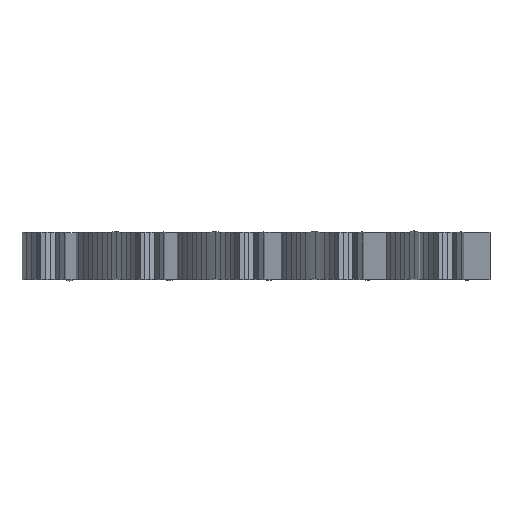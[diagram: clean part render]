
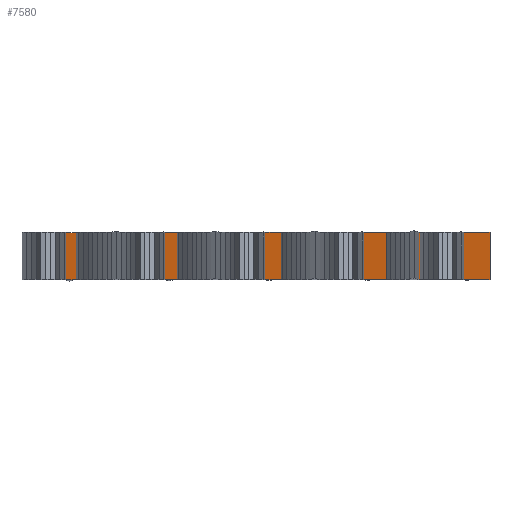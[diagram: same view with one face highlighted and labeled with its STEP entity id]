
A CAD part, top view. The second image highlights one B-rep face of the part: STEP entity #7580.
In plain terms, the highlighted planar face has unit normal (0.214, 0, -0.977).
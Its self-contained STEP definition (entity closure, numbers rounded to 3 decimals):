
#21 = EDGE_CURVE('',#22,#24,#26,.T.);
#22 = VERTEX_POINT('',#23);
#23 = CARTESIAN_POINT('',(-50.,0.,123.443));
#24 = VERTEX_POINT('',#25);
#25 = CARTESIAN_POINT('',(-50.,-10.,123.443));
#26 = SURFACE_CURVE('',#27,(#31,#43),.PCURVE_S1.);
#27 = LINE('',#28,#29);
#28 = CARTESIAN_POINT('',(-50.,0.,123.443));
#29 = VECTOR('',#30,1.);
#30 = DIRECTION('',(0.,-1.,0.));
#31 = PCURVE('',#32,#37);
#32 = PLANE('',#33);
#33 = AXIS2_PLACEMENT_3D('',#34,#35,#36);
#34 = CARTESIAN_POINT('',(-50.,0.,123.443));
#35 = DIRECTION('',(-1.,0.,0.029));
#36 = DIRECTION('',(0.029,0.,1.));
#37 = DEFINITIONAL_REPRESENTATION('',(#38),#42);
#38 = LINE('',#39,#40);
#39 = CARTESIAN_POINT('',(0.,0.));
#40 = VECTOR('',#41,1.);
#41 = DIRECTION('',(0.,-1.));
#42 = ( GEOMETRIC_REPRESENTATION_CONTEXT(2) 
PARAMETRIC_REPRESENTATION_CONTEXT() REPRESENTATION_CONTEXT('2D SPACE',''
  ) );
#43 = PCURVE('',#44,#49);
#44 = PLANE('',#45);
#45 = AXIS2_PLACEMENT_3D('',#46,#47,#48);
#46 = CARTESIAN_POINT('',(49.,0.,145.13));
#47 = DIRECTION('',(0.214,0.,-0.977));
#48 = DIRECTION('',(-0.977,0.,-0.214));
#49 = DEFINITIONAL_REPRESENTATION('',(#50),#54);
#50 = LINE('',#51,#52);
#51 = CARTESIAN_POINT('',(101.347,0.));
#52 = VECTOR('',#53,1.);
#53 = DIRECTION('',(-0.,-1.));
#54 = ( GEOMETRIC_REPRESENTATION_CONTEXT(2) 
PARAMETRIC_REPRESENTATION_CONTEXT() REPRESENTATION_CONTEXT('2D SPACE',''
  ) );
#72 = PLANE('',#73);
#73 = AXIS2_PLACEMENT_3D('',#74,#75,#76);
#74 = CARTESIAN_POINT('',(-0.948,-10.,151.457));
#75 = DIRECTION('',(0.,1.,0.));
#76 = DIRECTION('',(0.,-0.,1.));
#126 = PLANE('',#127);
#127 = AXIS2_PLACEMENT_3D('',#128,#129,#130);
#128 = CARTESIAN_POINT('',(-0.948,0.,151.457));
#129 = DIRECTION('',(0.,1.,0.));
#130 = DIRECTION('',(0.,-0.,1.));
#7477 = PLANE('',#7478);
#7478 = AXIS2_PLACEMENT_3D('',#7479,#7480,#7481);
#7479 = CARTESIAN_POINT('',(48.,0.,140.217));
#7480 = DIRECTION('',(-0.98,0.,0.199));
#7481 = DIRECTION('',(0.199,0.,0.98));
#7515 = VERTEX_POINT('',#7516);
#7516 = CARTESIAN_POINT('',(49.,-10.,145.13));
#7537 = EDGE_CURVE('',#7538,#7515,#7540,.T.);
#7538 = VERTEX_POINT('',#7539);
#7539 = CARTESIAN_POINT('',(49.,0.,145.13));
#7540 = SURFACE_CURVE('',#7541,(#7545,#7552),.PCURVE_S1.);
#7541 = LINE('',#7542,#7543);
#7542 = CARTESIAN_POINT('',(49.,0.,145.13));
#7543 = VECTOR('',#7544,1.);
#7544 = DIRECTION('',(0.,-1.,0.));
#7545 = PCURVE('',#7477,#7546);
#7546 = DEFINITIONAL_REPRESENTATION('',(#7547),#7551);
#7547 = LINE('',#7548,#7549);
#7548 = CARTESIAN_POINT('',(5.014,0.));
#7549 = VECTOR('',#7550,1.);
#7550 = DIRECTION('',(0.,-1.));
#7551 = ( GEOMETRIC_REPRESENTATION_CONTEXT(2) 
PARAMETRIC_REPRESENTATION_CONTEXT() REPRESENTATION_CONTEXT('2D SPACE',''
  ) );
#7552 = PCURVE('',#44,#7553);
#7553 = DEFINITIONAL_REPRESENTATION('',(#7554),#7558);
#7554 = LINE('',#7555,#7556);
#7555 = CARTESIAN_POINT('',(0.,0.));
#7556 = VECTOR('',#7557,1.);
#7557 = DIRECTION('',(-0.,-1.));
#7558 = ( GEOMETRIC_REPRESENTATION_CONTEXT(2) 
PARAMETRIC_REPRESENTATION_CONTEXT() REPRESENTATION_CONTEXT('2D SPACE',''
  ) );
#7580 = ADVANCED_FACE('',(#7581),#44,.T.);
#7581 = FACE_BOUND('',#7582,.T.);
#7582 = EDGE_LOOP('',(#7583,#7584,#7605,#7606));
#7583 = ORIENTED_EDGE('',*,*,#7537,.T.);
#7584 = ORIENTED_EDGE('',*,*,#7585,.T.);
#7585 = EDGE_CURVE('',#7515,#24,#7586,.T.);
#7586 = SURFACE_CURVE('',#7587,(#7591,#7598),.PCURVE_S1.);
#7587 = LINE('',#7588,#7589);
#7588 = CARTESIAN_POINT('',(49.,-10.,145.13));
#7589 = VECTOR('',#7590,1.);
#7590 = DIRECTION('',(-0.977,0.,-0.214));
#7591 = PCURVE('',#44,#7592);
#7592 = DEFINITIONAL_REPRESENTATION('',(#7593),#7597);
#7593 = LINE('',#7594,#7595);
#7594 = CARTESIAN_POINT('',(-0.,-10.));
#7595 = VECTOR('',#7596,1.);
#7596 = DIRECTION('',(1.,0.));
#7597 = ( GEOMETRIC_REPRESENTATION_CONTEXT(2) 
PARAMETRIC_REPRESENTATION_CONTEXT() REPRESENTATION_CONTEXT('2D SPACE',''
  ) );
#7598 = PCURVE('',#72,#7599);
#7599 = DEFINITIONAL_REPRESENTATION('',(#7600),#7604);
#7600 = LINE('',#7601,#7602);
#7601 = CARTESIAN_POINT('',(-6.327,49.948));
#7602 = VECTOR('',#7603,1.);
#7603 = DIRECTION('',(-0.214,-0.977));
#7604 = ( GEOMETRIC_REPRESENTATION_CONTEXT(2) 
PARAMETRIC_REPRESENTATION_CONTEXT() REPRESENTATION_CONTEXT('2D SPACE',''
  ) );
#7605 = ORIENTED_EDGE('',*,*,#21,.F.);
#7606 = ORIENTED_EDGE('',*,*,#7607,.F.);
#7607 = EDGE_CURVE('',#7538,#22,#7608,.T.);
#7608 = SURFACE_CURVE('',#7609,(#7613,#7620),.PCURVE_S1.);
#7609 = LINE('',#7610,#7611);
#7610 = CARTESIAN_POINT('',(49.,0.,145.13));
#7611 = VECTOR('',#7612,1.);
#7612 = DIRECTION('',(-0.977,0.,-0.214));
#7613 = PCURVE('',#44,#7614);
#7614 = DEFINITIONAL_REPRESENTATION('',(#7615),#7619);
#7615 = LINE('',#7616,#7617);
#7616 = CARTESIAN_POINT('',(0.,0.));
#7617 = VECTOR('',#7618,1.);
#7618 = DIRECTION('',(1.,0.));
#7619 = ( GEOMETRIC_REPRESENTATION_CONTEXT(2) 
PARAMETRIC_REPRESENTATION_CONTEXT() REPRESENTATION_CONTEXT('2D SPACE',''
  ) );
#7620 = PCURVE('',#126,#7621);
#7621 = DEFINITIONAL_REPRESENTATION('',(#7622),#7626);
#7622 = LINE('',#7623,#7624);
#7623 = CARTESIAN_POINT('',(-6.327,49.948));
#7624 = VECTOR('',#7625,1.);
#7625 = DIRECTION('',(-0.214,-0.977));
#7626 = ( GEOMETRIC_REPRESENTATION_CONTEXT(2) 
PARAMETRIC_REPRESENTATION_CONTEXT() REPRESENTATION_CONTEXT('2D SPACE',''
  ) );
